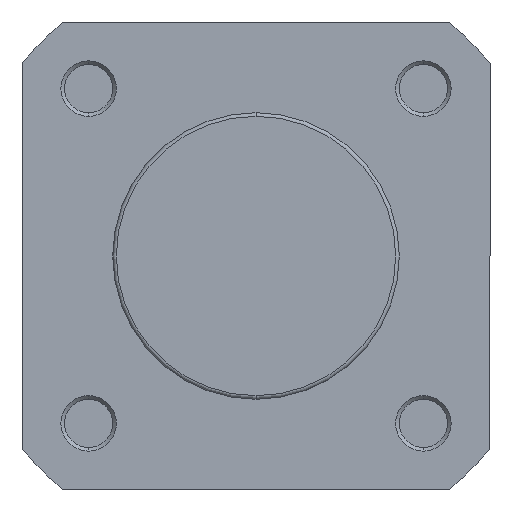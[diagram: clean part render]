
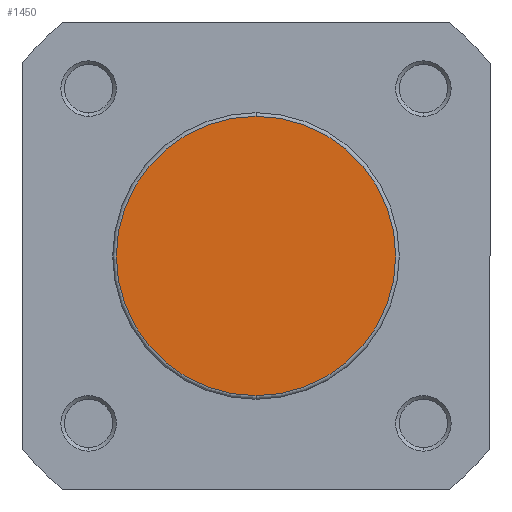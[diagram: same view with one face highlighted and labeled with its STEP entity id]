
A CAD part, left-side view. The second image highlights one B-rep face of the part: STEP entity #1450.
In plain terms, the highlighted planar face has unit normal (-1, 0, 0).
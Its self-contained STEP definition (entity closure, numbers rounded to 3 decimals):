
#96 = EDGE_LOOP ( 'NONE', ( #263, #262 ) ) ;
#262 = ORIENTED_EDGE ( 'NONE', *, *, #1310, .T. ) ;
#263 = ORIENTED_EDGE ( 'NONE', *, *, #2077, .T. ) ;
#1101 = CIRCLE ( 'NONE', #2278, 19.4 ) ;
#1310 = EDGE_CURVE ( 'NONE', #1771, #1982, #1101, .T. ) ;
#1450 = ADVANCED_FACE ( 'NONE', ( #6293 ), #3143, .F. ) ;
#1771 = VERTEX_POINT ( 'NONE', #5207 ) ;
#1982 = VERTEX_POINT ( 'NONE', #5413 ) ;
#2077 = EDGE_CURVE ( 'NONE', #1982, #1771, #4645, .T. ) ;
#2278 = AXIS2_PLACEMENT_3D ( 'NONE', #2883, #2884, #2885 ) ;
#2354 = AXIS2_PLACEMENT_3D ( 'NONE', #3142, #3144, #3145 ) ;
#2589 = AXIS2_PLACEMENT_3D ( 'NONE', #5580, #5586, #5587 ) ;
#2883 = CARTESIAN_POINT ( 'NONE',  ( 0., 0., 0. ) ) ;
#2884 = DIRECTION ( 'NONE',  ( -1., 0., 0. ) ) ;
#2885 = DIRECTION ( 'NONE',  ( 0., 0., -1. ) ) ;
#3142 = CARTESIAN_POINT ( 'NONE',  ( 0., 19.9, 0. ) ) ;
#3143 = PLANE ( 'NONE',  #2354 ) ;
#3144 = DIRECTION ( 'NONE',  ( 1., 0., 0. ) ) ;
#3145 = DIRECTION ( 'NONE',  ( 0., 0., -1. ) ) ;
#4645 = CIRCLE ( 'NONE', #2589, 19.4 ) ;
#5207 = CARTESIAN_POINT ( 'NONE',  ( 0., 0., 19.4 ) ) ;
#5413 = CARTESIAN_POINT ( 'NONE',  ( 0., 0., -19.4 ) ) ;
#5580 = CARTESIAN_POINT ( 'NONE',  ( 0., 0., 0. ) ) ;
#5586 = DIRECTION ( 'NONE',  ( -1., 0., 0. ) ) ;
#5587 = DIRECTION ( 'NONE',  ( 0., 0., -1. ) ) ;
#6293 = FACE_OUTER_BOUND ( 'NONE', #96, .T. ) ;
